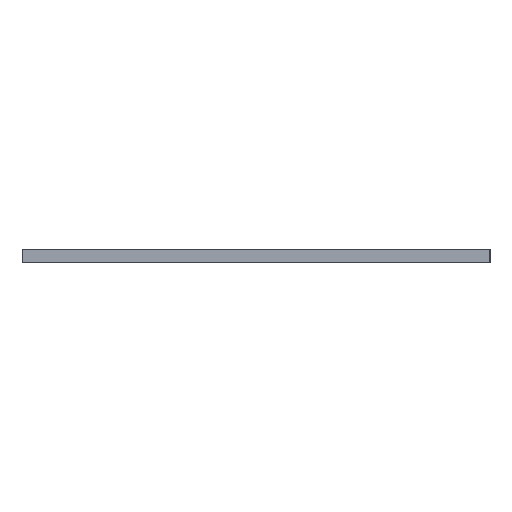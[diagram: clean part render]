
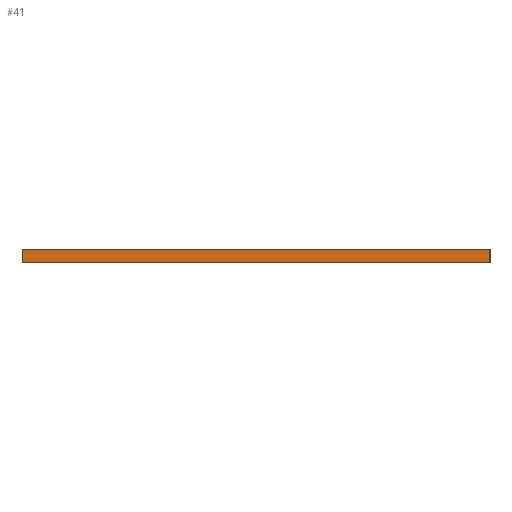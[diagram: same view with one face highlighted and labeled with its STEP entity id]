
A CAD part, left-side view. The second image highlights one B-rep face of the part: STEP entity #41.
In plain terms, the highlighted planar face has unit normal (-1, 0, 0).
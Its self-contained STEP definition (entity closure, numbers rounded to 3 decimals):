
#41 = ADVANCED_FACE ( 'NONE', ( #1710 ), #1276, .F. ) ;
#111 = CARTESIAN_POINT ( 'NONE',  ( -150., 85., 0. ) ) ;
#120 = DIRECTION ( 'NONE',  ( 0., 0., 1. ) ) ;
#176 = VECTOR ( 'NONE', #1248, 1000. ) ;
#211 = CARTESIAN_POINT ( 'NONE',  ( -150., 85., 5. ) ) ;
#214 = CARTESIAN_POINT ( 'NONE',  ( -150., 85., 0. ) ) ;
#233 = CARTESIAN_POINT ( 'NONE',  ( -150., -85., 0. ) ) ;
#244 = CARTESIAN_POINT ( 'NONE',  ( -150., -85., 5. ) ) ;
#340 = ORIENTED_EDGE ( 'NONE', *, *, #1629, .F. ) ;
#342 = DIRECTION ( 'NONE',  ( 0., -1., 0. ) ) ;
#382 = CARTESIAN_POINT ( 'NONE',  ( -150., -125., 5. ) ) ;
#710 = LINE ( 'NONE', #111, #1221 ) ;
#934 = VERTEX_POINT ( 'NONE', #214 ) ;
#951 = LINE ( 'NONE', #1219, #1224 ) ;
#978 = DIRECTION ( 'NONE',  ( 1., 0., 0. ) ) ;
#1083 = DIRECTION ( 'NONE',  ( 0., -1., 0. ) ) ;
#1123 = ORIENTED_EDGE ( 'NONE', *, *, #1388, .F. ) ;
#1212 = CARTESIAN_POINT ( 'NONE',  ( -150., -125., 0. ) ) ;
#1219 = CARTESIAN_POINT ( 'NONE',  ( -150., -125., 5. ) ) ;
#1221 = VECTOR ( 'NONE', #120, 1000. ) ;
#1224 = VECTOR ( 'NONE', #342, 1000. ) ;
#1248 = DIRECTION ( 'NONE',  ( 0., 0., 1. ) ) ;
#1253 = VECTOR ( 'NONE', #1083, 1000. ) ;
#1270 = ORIENTED_EDGE ( 'NONE', *, *, #1594, .T. ) ;
#1275 = LINE ( 'NONE', #1708, #176 ) ;
#1276 = PLANE ( 'NONE',  #1823 ) ;
#1349 = LINE ( 'NONE', #1212, #1253 ) ;
#1356 = VERTEX_POINT ( 'NONE', #211 ) ;
#1388 = EDGE_CURVE ( 'NONE', #934, #1356, #710, .T. ) ;
#1578 = EDGE_LOOP ( 'NONE', ( #340, #1123, #1270, #1831 ) ) ;
#1594 = EDGE_CURVE ( 'NONE', #934, #1681, #1349, .T. ) ;
#1629 = EDGE_CURVE ( 'NONE', #1356, #1730, #951, .T. ) ;
#1668 = EDGE_CURVE ( 'NONE', #1681, #1730, #1275, .T. ) ;
#1681 = VERTEX_POINT ( 'NONE', #233 ) ;
#1708 = CARTESIAN_POINT ( 'NONE',  ( -150., -85., 0. ) ) ;
#1710 = FACE_OUTER_BOUND ( 'NONE', #1578, .T. ) ;
#1730 = VERTEX_POINT ( 'NONE', #244 ) ;
#1823 = AXIS2_PLACEMENT_3D ( 'NONE', #382, #978, #1872 ) ;
#1831 = ORIENTED_EDGE ( 'NONE', *, *, #1668, .T. ) ;
#1872 = DIRECTION ( 'NONE',  ( 0., 0., -1. ) ) ;
